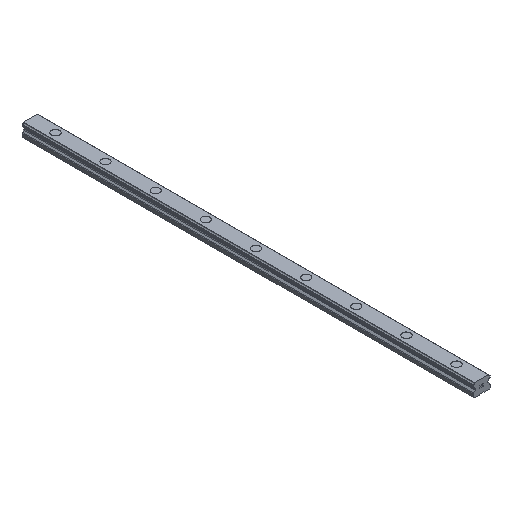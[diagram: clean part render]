
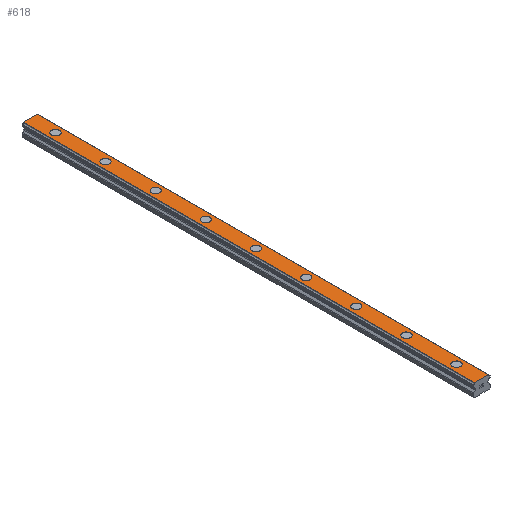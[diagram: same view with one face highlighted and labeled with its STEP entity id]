
A CAD part, isometric view. The second image highlights one B-rep face of the part: STEP entity #618.
In plain terms, the highlighted planar face has unit normal (0, 0, 1).
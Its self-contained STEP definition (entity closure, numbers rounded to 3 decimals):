
#618=ADVANCED_FACE('',(#1262,#1263,#1264,#1265,#1266,#1267,#1268,#1269,#1270,#1271),#1272,.T.);
#1262=FACE_BOUND('',#1925,.T.);
#1263=FACE_BOUND('',#1926,.T.);
#1264=FACE_BOUND('',#1927,.T.);
#1265=FACE_BOUND('',#1928,.T.);
#1266=FACE_BOUND('',#1929,.T.);
#1267=FACE_BOUND('',#1930,.T.);
#1268=FACE_BOUND('',#1931,.T.);
#1269=FACE_BOUND('',#1932,.T.);
#1270=FACE_BOUND('',#1933,.T.);
#1271=FACE_OUTER_BOUND('',#1934,.T.);
#1272=PLANE('',#1935);
#1925=EDGE_LOOP('',(#3703,#3704));
#1926=EDGE_LOOP('',(#3705,#3706));
#1927=EDGE_LOOP('',(#3707,#3708));
#1928=EDGE_LOOP('',(#3709,#3710));
#1929=EDGE_LOOP('',(#3711,#3712));
#1930=EDGE_LOOP('',(#3713,#3714));
#1931=EDGE_LOOP('',(#3715,#3716));
#1932=EDGE_LOOP('',(#3717,#3718));
#1933=EDGE_LOOP('',(#3719,#3720));
#1934=EDGE_LOOP('',(#3721,#3722,#3723,#3724));
#1935=AXIS2_PLACEMENT_3D('',#3725,#3726,#3727);
#3703=ORIENTED_EDGE('',*,*,#3995,.T.);
#3704=ORIENTED_EDGE('',*,*,#4416,.T.);
#3705=ORIENTED_EDGE('',*,*,#3983,.T.);
#3706=ORIENTED_EDGE('',*,*,#4434,.T.);
#3707=ORIENTED_EDGE('',*,*,#3971,.T.);
#3708=ORIENTED_EDGE('',*,*,#4449,.T.);
#3709=ORIENTED_EDGE('',*,*,#3959,.T.);
#3710=ORIENTED_EDGE('',*,*,#4464,.T.);
#3711=ORIENTED_EDGE('',*,*,#3947,.T.);
#3712=ORIENTED_EDGE('',*,*,#4479,.T.);
#3713=ORIENTED_EDGE('',*,*,#3935,.T.);
#3714=ORIENTED_EDGE('',*,*,#4494,.T.);
#3715=ORIENTED_EDGE('',*,*,#3923,.T.);
#3716=ORIENTED_EDGE('',*,*,#4509,.T.);
#3717=ORIENTED_EDGE('',*,*,#3911,.T.);
#3718=ORIENTED_EDGE('',*,*,#4524,.T.);
#3719=ORIENTED_EDGE('',*,*,#3899,.T.);
#3720=ORIENTED_EDGE('',*,*,#4539,.T.);
#3721=ORIENTED_EDGE('',*,*,#4398,.T.);
#3722=ORIENTED_EDGE('',*,*,#4588,.F.);
#3723=ORIENTED_EDGE('',*,*,#4270,.F.);
#3724=ORIENTED_EDGE('',*,*,#4586,.T.);
#3725=CARTESIAN_POINT('',(0.,540.0,15.5));
#3726=DIRECTION('',(0.0,0.0,1.0));
#3727=DIRECTION('',(-1.0,0.0,-0.0));
#3899=EDGE_CURVE('',#4644,#4641,#4645,.T.);
#3911=EDGE_CURVE('',#4666,#4663,#4667,.T.);
#3923=EDGE_CURVE('',#4688,#4685,#4689,.T.);
#3935=EDGE_CURVE('',#4710,#4707,#4711,.T.);
#3947=EDGE_CURVE('',#4732,#4729,#4733,.T.);
#3959=EDGE_CURVE('',#4754,#4751,#4755,.T.);
#3971=EDGE_CURVE('',#4776,#4773,#4777,.T.);
#3983=EDGE_CURVE('',#4798,#4795,#4799,.T.);
#3995=EDGE_CURVE('',#4820,#4817,#4821,.T.);
#4270=EDGE_CURVE('',#5226,#5228,#5229,.T.);
#4398=EDGE_CURVE('',#5439,#5437,#5440,.T.);
#4416=EDGE_CURVE('',#4817,#4820,#5473,.T.);
#4434=EDGE_CURVE('',#4795,#4798,#5493,.T.);
#4449=EDGE_CURVE('',#4773,#4776,#5510,.T.);
#4464=EDGE_CURVE('',#4751,#4754,#5527,.T.);
#4479=EDGE_CURVE('',#4729,#4732,#5544,.T.);
#4494=EDGE_CURVE('',#4707,#4710,#5561,.T.);
#4509=EDGE_CURVE('',#4685,#4688,#5578,.T.);
#4524=EDGE_CURVE('',#4663,#4666,#5595,.T.);
#4539=EDGE_CURVE('',#4641,#4644,#5612,.T.);
#4586=EDGE_CURVE('',#5226,#5439,#5661,.T.);
#4588=EDGE_CURVE('',#5228,#5437,#5663,.T.);
#4641=VERTEX_POINT('',#5718);
#4644=VERTEX_POINT('',#5722);
#4645=CIRCLE('',#5723,4.75);
#4663=VERTEX_POINT('',#5744);
#4666=VERTEX_POINT('',#5748);
#4667=CIRCLE('',#5749,4.75);
#4685=VERTEX_POINT('',#5770);
#4688=VERTEX_POINT('',#5774);
#4689=CIRCLE('',#5775,4.75);
#4707=VERTEX_POINT('',#5796);
#4710=VERTEX_POINT('',#5800);
#4711=CIRCLE('',#5801,4.75);
#4729=VERTEX_POINT('',#5822);
#4732=VERTEX_POINT('',#5826);
#4733=CIRCLE('',#5827,4.75);
#4751=VERTEX_POINT('',#5848);
#4754=VERTEX_POINT('',#5852);
#4755=CIRCLE('',#5853,4.75);
#4773=VERTEX_POINT('',#5874);
#4776=VERTEX_POINT('',#5878);
#4777=CIRCLE('',#5879,4.75);
#4795=VERTEX_POINT('',#5900);
#4798=VERTEX_POINT('',#5904);
#4799=CIRCLE('',#5905,4.75);
#4817=VERTEX_POINT('',#5926);
#4820=VERTEX_POINT('',#5930);
#4821=CIRCLE('',#5931,4.75);
#5226=VERTEX_POINT('',#6477);
#5228=VERTEX_POINT('',#6480);
#5229=LINE('',#6481,#6482);
#5437=VERTEX_POINT('',#6774);
#5439=VERTEX_POINT('',#6777);
#5440=LINE('',#6778,#6779);
#5473=CIRCLE('',#6819,4.75);
#5493=CIRCLE('',#6845,4.75);
#5510=CIRCLE('',#6866,4.75);
#5527=CIRCLE('',#6887,4.75);
#5544=CIRCLE('',#6908,4.75);
#5561=CIRCLE('',#6929,4.75);
#5578=CIRCLE('',#6950,4.75);
#5595=CIRCLE('',#6971,4.75);
#5612=CIRCLE('',#6992,4.75);
#5661=LINE('',#7061,#7062);
#5663=LINE('',#7064,#7065);
#5718=CARTESIAN_POINT('',(4.75,30.0,15.5));
#5722=CARTESIAN_POINT('',(-4.75,30.0,15.5));
#5723=AXIS2_PLACEMENT_3D('',#7137,#7138,#7139);
#5744=CARTESIAN_POINT('',(4.75,90.0,15.5));
#5748=CARTESIAN_POINT('',(-4.75,90.0,15.5));
#5749=AXIS2_PLACEMENT_3D('',#7159,#7160,#7161);
#5770=CARTESIAN_POINT('',(4.75,150.0,15.5));
#5774=CARTESIAN_POINT('',(-4.75,150.0,15.5));
#5775=AXIS2_PLACEMENT_3D('',#7181,#7182,#7183);
#5796=CARTESIAN_POINT('',(4.75,210.0,15.5));
#5800=CARTESIAN_POINT('',(-4.75,210.0,15.5));
#5801=AXIS2_PLACEMENT_3D('',#7203,#7204,#7205);
#5822=CARTESIAN_POINT('',(4.75,270.0,15.5));
#5826=CARTESIAN_POINT('',(-4.75,270.0,15.5));
#5827=AXIS2_PLACEMENT_3D('',#7225,#7226,#7227);
#5848=CARTESIAN_POINT('',(4.75,330.0,15.5));
#5852=CARTESIAN_POINT('',(-4.75,330.0,15.5));
#5853=AXIS2_PLACEMENT_3D('',#7247,#7248,#7249);
#5874=CARTESIAN_POINT('',(4.75,390.0,15.5));
#5878=CARTESIAN_POINT('',(-4.75,390.0,15.5));
#5879=AXIS2_PLACEMENT_3D('',#7269,#7270,#7271);
#5900=CARTESIAN_POINT('',(4.75,450.0,15.5));
#5904=CARTESIAN_POINT('',(-4.75,450.0,15.5));
#5905=AXIS2_PLACEMENT_3D('',#7291,#7292,#7293);
#5926=CARTESIAN_POINT('',(4.75,510.0,15.5));
#5930=CARTESIAN_POINT('',(-4.75,510.0,15.5));
#5931=AXIS2_PLACEMENT_3D('',#7313,#7314,#7315);
#6477=CARTESIAN_POINT('',(-8.378,540.0,15.5));
#6480=CARTESIAN_POINT('',(8.378,540.0,15.5));
#6481=CARTESIAN_POINT('',(-8.378,540.0,15.5));
#6482=VECTOR('',#7623,1.0);
#6774=CARTESIAN_POINT('',(8.378,0.0,15.5));
#6777=CARTESIAN_POINT('',(-8.378,0.0,15.5));
#6778=CARTESIAN_POINT('',(-8.378,0.0,15.5));
#6779=VECTOR('',#7763,1.0);
#6819=AXIS2_PLACEMENT_3D('',#7798,#7799,#7800);
#6845=AXIS2_PLACEMENT_3D('',#7819,#7820,#7821);
#6866=AXIS2_PLACEMENT_3D('',#7838,#7839,#7840);
#6887=AXIS2_PLACEMENT_3D('',#7857,#7858,#7859);
#6908=AXIS2_PLACEMENT_3D('',#7876,#7877,#7878);
#6929=AXIS2_PLACEMENT_3D('',#7895,#7896,#7897);
#6950=AXIS2_PLACEMENT_3D('',#7914,#7915,#7916);
#6971=AXIS2_PLACEMENT_3D('',#7933,#7934,#7935);
#6992=AXIS2_PLACEMENT_3D('',#7952,#7953,#7954);
#7061=CARTESIAN_POINT('',(-8.378,540.0,15.5));
#7062=VECTOR('',#7987,1.0);
#7064=CARTESIAN_POINT('',(8.378,540.0,15.5));
#7065=VECTOR('',#7988,1.0);
#7137=CARTESIAN_POINT('',(0.0,30.0,15.5));
#7138=DIRECTION('',(0.0,0.0,-1.0));
#7139=DIRECTION('',(1.0,0.0,0.0));
#7159=CARTESIAN_POINT('',(0.0,90.0,15.5));
#7160=DIRECTION('',(0.0,0.0,-1.0));
#7161=DIRECTION('',(1.0,0.0,0.0));
#7181=CARTESIAN_POINT('',(0.0,150.0,15.5));
#7182=DIRECTION('',(0.0,0.0,-1.0));
#7183=DIRECTION('',(1.0,0.0,0.0));
#7203=CARTESIAN_POINT('',(0.0,210.0,15.5));
#7204=DIRECTION('',(0.0,0.0,-1.0));
#7205=DIRECTION('',(1.0,0.0,0.0));
#7225=CARTESIAN_POINT('',(0.0,270.0,15.5));
#7226=DIRECTION('',(0.0,0.0,-1.0));
#7227=DIRECTION('',(1.0,0.0,0.0));
#7247=CARTESIAN_POINT('',(0.0,330.0,15.5));
#7248=DIRECTION('',(0.0,0.0,-1.0));
#7249=DIRECTION('',(1.0,0.0,0.0));
#7269=CARTESIAN_POINT('',(0.0,390.0,15.5));
#7270=DIRECTION('',(0.0,0.0,-1.0));
#7271=DIRECTION('',(1.0,0.0,0.0));
#7291=CARTESIAN_POINT('',(0.0,450.0,15.5));
#7292=DIRECTION('',(0.0,0.0,-1.0));
#7293=DIRECTION('',(1.0,0.0,0.0));
#7313=CARTESIAN_POINT('',(0.0,510.0,15.5));
#7314=DIRECTION('',(0.0,0.0,-1.0));
#7315=DIRECTION('',(1.0,0.0,0.0));
#7623=DIRECTION('',(1.0,0.0,0.0));
#7763=DIRECTION('',(1.0,0.0,0.0));
#7798=CARTESIAN_POINT('',(0.0,510.0,15.5));
#7799=DIRECTION('',(0.0,0.0,-1.0));
#7800=DIRECTION('',(1.0,0.0,0.0));
#7819=CARTESIAN_POINT('',(0.0,450.0,15.5));
#7820=DIRECTION('',(0.0,0.0,-1.0));
#7821=DIRECTION('',(1.0,0.0,0.0));
#7838=CARTESIAN_POINT('',(0.0,390.0,15.5));
#7839=DIRECTION('',(0.0,0.0,-1.0));
#7840=DIRECTION('',(1.0,0.0,0.0));
#7857=CARTESIAN_POINT('',(0.0,330.0,15.5));
#7858=DIRECTION('',(0.0,0.0,-1.0));
#7859=DIRECTION('',(1.0,0.0,0.0));
#7876=CARTESIAN_POINT('',(0.0,270.0,15.5));
#7877=DIRECTION('',(0.0,0.0,-1.0));
#7878=DIRECTION('',(1.0,0.0,0.0));
#7895=CARTESIAN_POINT('',(0.0,210.0,15.5));
#7896=DIRECTION('',(0.0,0.0,-1.0));
#7897=DIRECTION('',(1.0,0.0,0.0));
#7914=CARTESIAN_POINT('',(0.0,150.0,15.5));
#7915=DIRECTION('',(0.0,0.0,-1.0));
#7916=DIRECTION('',(1.0,0.0,0.0));
#7933=CARTESIAN_POINT('',(0.0,90.0,15.5));
#7934=DIRECTION('',(0.0,0.0,-1.0));
#7935=DIRECTION('',(1.0,0.0,0.0));
#7952=CARTESIAN_POINT('',(0.0,30.0,15.5));
#7953=DIRECTION('',(0.0,0.0,-1.0));
#7954=DIRECTION('',(1.0,0.0,0.0));
#7987=DIRECTION('',(0.0,-1.0,0.0));
#7988=DIRECTION('',(0.0,-1.0,0.0));
